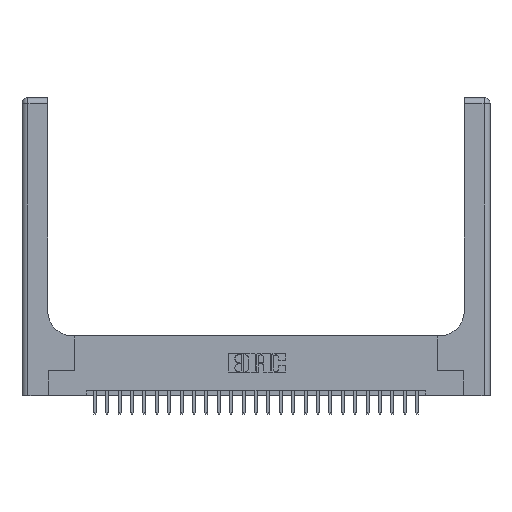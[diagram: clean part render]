
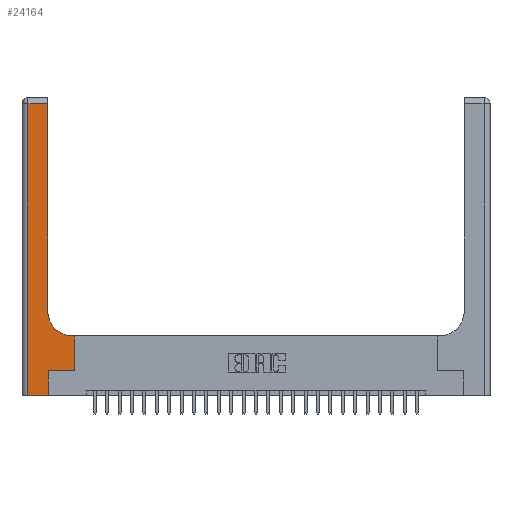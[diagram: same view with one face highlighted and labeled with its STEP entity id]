
A CAD part, top view. The second image highlights one B-rep face of the part: STEP entity #24164.
In plain terms, the highlighted planar face has unit normal (0, 0, 1).
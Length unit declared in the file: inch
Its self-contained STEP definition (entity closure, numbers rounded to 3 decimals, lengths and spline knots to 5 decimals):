
#276 = VECTOR ( 'NONE', #12683, 39.37008 ) ;
#317 = VERTEX_POINT ( 'NONE', #21076 ) ;
#1785 = EDGE_LOOP ( 'NONE', ( #11464, #6475, #4079, #14091, #9166, #15099, #18584, #6700, #10833 ) ) ;
#2136 = DIRECTION ( 'NONE',  ( 1., 0., 0. ) ) ;
#4079 = ORIENTED_EDGE ( 'NONE', *, *, #8019, .T. ) ;
#4437 = EDGE_CURVE ( 'NONE', #10796, #6737, #9994, .T. ) ;
#4863 = CARTESIAN_POINT ( 'NONE',  ( 0.06, 3., 0.37 ) ) ;
#5663 = EDGE_CURVE ( 'NONE', #11500, #317, #6258, .T. ) ;
#6195 = EDGE_CURVE ( 'NONE', #15862, #17847, #15463, .T. ) ;
#6258 = LINE ( 'NONE', #23988, #22712 ) ;
#6475 = ORIENTED_EDGE ( 'NONE', *, *, #6195, .T. ) ;
#6531 = CARTESIAN_POINT ( 'NONE',  ( 0.528, 0.6, 0.37 ) ) ;
#6600 = CARTESIAN_POINT ( 'NONE',  ( 0.06, 0., 0.37 ) ) ;
#6700 = ORIENTED_EDGE ( 'NONE', *, *, #4437, .T. ) ;
#6737 = VERTEX_POINT ( 'NONE', #16194 ) ;
#6944 = DIRECTION ( 'NONE',  ( 0., -1., 0. ) ) ;
#7383 = VECTOR ( 'NONE', #2136, 39.37008 ) ;
#7516 = LINE ( 'NONE', #13682, #14162 ) ;
#8019 = EDGE_CURVE ( 'NONE', #17847, #11500, #22344, .T. ) ;
#9166 = ORIENTED_EDGE ( 'NONE', *, *, #11496, .T. ) ;
#9614 = DIRECTION ( 'NONE',  ( 0., 0., -1. ) ) ;
#9994 = LINE ( 'NONE', #18076, #20117 ) ;
#10002 = DIRECTION ( 'NONE',  ( 1., 0., 0. ) ) ;
#10150 = EDGE_CURVE ( 'NONE', #22323, #15862, #7516, .T. ) ;
#10463 = CARTESIAN_POINT ( 'NONE',  ( 0.265, 0., 0.37 ) ) ;
#10617 = CARTESIAN_POINT ( 'NONE',  ( 0.265, 0.25, 0.37 ) ) ;
#10796 = VERTEX_POINT ( 'NONE', #6531 ) ;
#10833 = ORIENTED_EDGE ( 'NONE', *, *, #18681, .T. ) ;
#11035 = CIRCLE ( 'NONE', #20440, 0.25 ) ;
#11228 = DIRECTION ( 'NONE',  ( -1., 0., 0. ) ) ;
#11261 = CARTESIAN_POINT ( 'NONE',  ( 0.06, 2.94, 0.37 ) ) ;
#11404 = FACE_OUTER_BOUND ( 'NONE', #1785, .T. ) ;
#11464 = ORIENTED_EDGE ( 'NONE', *, *, #10150, .T. ) ;
#11496 = EDGE_CURVE ( 'NONE', #317, #22271, #22517, .T. ) ;
#11500 = VERTEX_POINT ( 'NONE', #6600 ) ;
#12616 = VECTOR ( 'NONE', #11228, 39.37008 ) ;
#12683 = DIRECTION ( 'NONE',  ( 0., 1., 0. ) ) ;
#13000 = DIRECTION ( 'NONE',  ( 0., 0., -1. ) ) ;
#13682 = CARTESIAN_POINT ( 'NONE',  ( 0.26, 3., 0.37 ) ) ;
#14091 = ORIENTED_EDGE ( 'NONE', *, *, #5663, .T. ) ;
#14162 = VECTOR ( 'NONE', #15727, 39.37008 ) ;
#14168 = EDGE_CURVE ( 'NONE', #18588, #10796, #14505, .T. ) ;
#14219 = CARTESIAN_POINT ( 'NONE',  ( 0.265, 0.25, 0.37 ) ) ;
#14505 = LINE ( 'NONE', #23863, #276 ) ;
#15099 = ORIENTED_EDGE ( 'NONE', *, *, #17867, .T. ) ;
#15463 = LINE ( 'NONE', #17376, #12616 ) ;
#15727 = DIRECTION ( 'NONE',  ( 0., 1., 0. ) ) ;
#15862 = VERTEX_POINT ( 'NONE', #20015 ) ;
#16194 = CARTESIAN_POINT ( 'NONE',  ( 0.51, 0.6, 0.37 ) ) ;
#16268 = CARTESIAN_POINT ( 'NONE',  ( 0.26, 0.85, 0.37 ) ) ;
#17234 = CARTESIAN_POINT ( 'NONE',  ( 0.51, 0.85, 0.37 ) ) ;
#17311 = PLANE ( 'NONE',  #19212 ) ;
#17376 = CARTESIAN_POINT ( 'NONE',  ( 0., 2.94, 0.37 ) ) ;
#17435 = DIRECTION ( 'NONE',  ( -1., 0., 0. ) ) ;
#17755 = VECTOR ( 'NONE', #6944, 39.37008 ) ;
#17847 = VERTEX_POINT ( 'NONE', #11261 ) ;
#17867 = EDGE_CURVE ( 'NONE', #22271, #18588, #21263, .T. ) ;
#18076 = CARTESIAN_POINT ( 'NONE',  ( 0.26, 0.6, 0.37 ) ) ;
#18584 = ORIENTED_EDGE ( 'NONE', *, *, #14168, .T. ) ;
#18588 = VERTEX_POINT ( 'NONE', #18767 ) ;
#18681 = EDGE_CURVE ( 'NONE', #6737, #22323, #11035, .T. ) ;
#18767 = CARTESIAN_POINT ( 'NONE',  ( 0.528, 0.25, 0.37 ) ) ;
#19212 = AXIS2_PLACEMENT_3D ( 'NONE', #25175, #9614, #17435 ) ;
#20015 = CARTESIAN_POINT ( 'NONE',  ( 0.26, 2.94, 0.37 ) ) ;
#20117 = VECTOR ( 'NONE', #20233, 39.37008 ) ;
#20233 = DIRECTION ( 'NONE',  ( -1., 0., 0. ) ) ;
#20440 = AXIS2_PLACEMENT_3D ( 'NONE', #17234, #13000, #23135 ) ;
#20584 = DIRECTION ( 'NONE',  ( 0., 1., 0. ) ) ;
#21076 = CARTESIAN_POINT ( 'NONE',  ( 0.265, 0., 0.37 ) ) ;
#21263 = LINE ( 'NONE', #14219, #7383 ) ;
#22271 = VERTEX_POINT ( 'NONE', #10617 ) ;
#22323 = VERTEX_POINT ( 'NONE', #16268 ) ;
#22344 = LINE ( 'NONE', #4863, #17755 ) ;
#22379 = VECTOR ( 'NONE', #20584, 39.37008 ) ;
#22517 = LINE ( 'NONE', #10463, #22379 ) ;
#22712 = VECTOR ( 'NONE', #10002, 39.37008 ) ;
#23135 = DIRECTION ( 'NONE',  ( 1., 0., 0. ) ) ;
#23863 = CARTESIAN_POINT ( 'NONE',  ( 0.528, 0.25, 0.37 ) ) ;
#23988 = CARTESIAN_POINT ( 'NONE',  ( 0., 0., 0.37 ) ) ;
#24164 = ADVANCED_FACE ( 'NONE', ( #11404 ), #17311, .F. ) ;
#25175 = CARTESIAN_POINT ( 'NONE',  ( 0., 3., 0.37 ) ) ;
